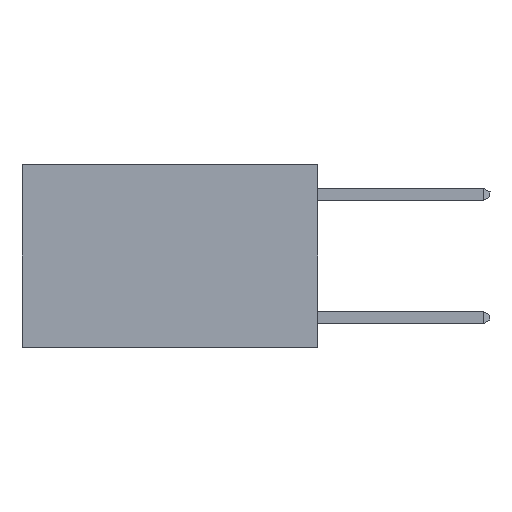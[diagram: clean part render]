
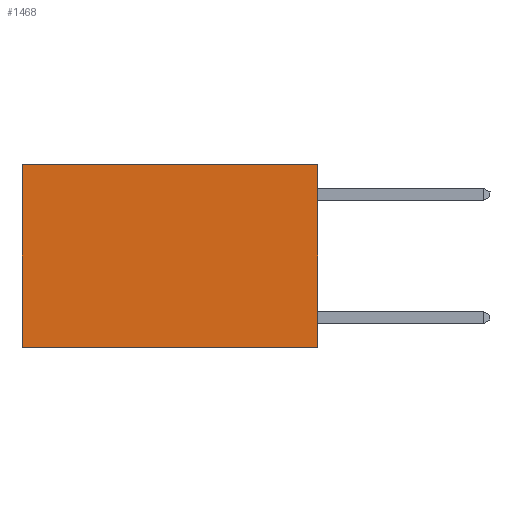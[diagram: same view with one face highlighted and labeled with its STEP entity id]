
A CAD part, left-side view. The second image highlights one B-rep face of the part: STEP entity #1468.
In plain terms, the highlighted planar face has unit normal (-1, 0, 0).
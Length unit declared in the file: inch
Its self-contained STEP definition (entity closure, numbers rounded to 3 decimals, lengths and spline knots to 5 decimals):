
#620 = ORIENTED_EDGE ( 'NONE', *, *, #1780, .F. ) ;
#821 = LINE ( 'NONE', #2591, #5023 ) ;
#1007 = DIRECTION ( 'NONE',  ( 0., 1., 0. ) ) ;
#1175 = DIRECTION ( 'NONE',  ( 0., 1., 0. ) ) ;
#1246 = VERTEX_POINT ( 'NONE', #4114 ) ;
#1300 = EDGE_CURVE ( 'NONE', #5744, #1246, #4551, .T. ) ;
#1457 = CARTESIAN_POINT ( 'NONE',  ( 0.2625, 0., 0. ) ) ;
#1465 = ORIENTED_EDGE ( 'NONE', *, *, #3221, .T. ) ;
#1468 = ADVANCED_FACE ( 'NONE', ( #3170 ), #3463, .F. ) ;
#1780 = EDGE_CURVE ( 'NONE', #8286, #5744, #821, .T. ) ;
#2173 = DIRECTION ( 'NONE',  ( 0., 0., -1. ) ) ;
#2460 = ORIENTED_EDGE ( 'NONE', *, *, #8440, .T. ) ;
#2483 = DIRECTION ( 'NONE',  ( 0., 0., -1. ) ) ;
#2591 = CARTESIAN_POINT ( 'NONE',  ( 0.2625, 0., 0. ) ) ;
#2788 = LINE ( 'NONE', #5432, #4742 ) ;
#3170 = FACE_OUTER_BOUND ( 'NONE', #7234, .T. ) ;
#3221 = EDGE_CURVE ( 'NONE', #7309, #1246, #4943, .T. ) ;
#3463 = PLANE ( 'NONE',  #4890 ) ;
#3571 = CARTESIAN_POINT ( 'NONE',  ( 0.2625, 0., -0.37 ) ) ;
#3890 = CARTESIAN_POINT ( 'NONE',  ( 0.2625, 0., -0.37 ) ) ;
#4114 = CARTESIAN_POINT ( 'NONE',  ( 0.2625, 0.6, -0.37 ) ) ;
#4550 = CARTESIAN_POINT ( 'NONE',  ( 0.2625, 0.6, 0. ) ) ;
#4551 = LINE ( 'NONE', #3890, #6286 ) ;
#4742 = VECTOR ( 'NONE', #1007, 39.37008 ) ;
#4890 = AXIS2_PLACEMENT_3D ( 'NONE', #7688, #6486, #2173 ) ;
#4943 = LINE ( 'NONE', #7530, #8599 ) ;
#5023 = VECTOR ( 'NONE', #2483, 39.37008 ) ;
#5432 = CARTESIAN_POINT ( 'NONE',  ( 0.2625, 0., 0. ) ) ;
#5744 = VERTEX_POINT ( 'NONE', #3571 ) ;
#6286 = VECTOR ( 'NONE', #1175, 39.37008 ) ;
#6486 = DIRECTION ( 'NONE',  ( 1., 0., 0. ) ) ;
#7036 = DIRECTION ( 'NONE',  ( 0., 0., -1. ) ) ;
#7234 = EDGE_LOOP ( 'NONE', ( #1465, #7394, #620, #2460 ) ) ;
#7309 = VERTEX_POINT ( 'NONE', #4550 ) ;
#7394 = ORIENTED_EDGE ( 'NONE', *, *, #1300, .F. ) ;
#7530 = CARTESIAN_POINT ( 'NONE',  ( 0.2625, 0.6, 0. ) ) ;
#7688 = CARTESIAN_POINT ( 'NONE',  ( 0.2625, 0., 0. ) ) ;
#8286 = VERTEX_POINT ( 'NONE', #1457 ) ;
#8440 = EDGE_CURVE ( 'NONE', #8286, #7309, #2788, .T. ) ;
#8599 = VECTOR ( 'NONE', #7036, 39.37008 ) ;
